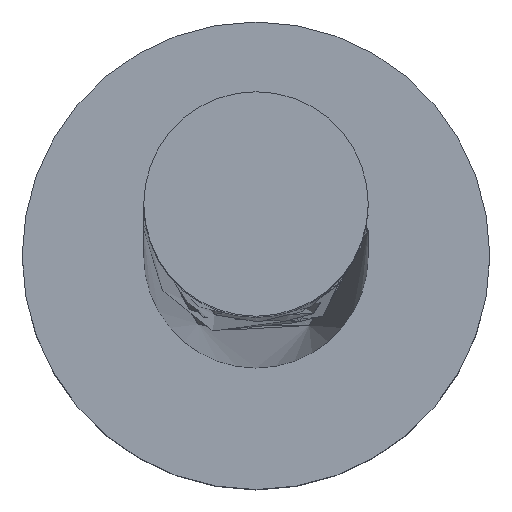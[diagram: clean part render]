
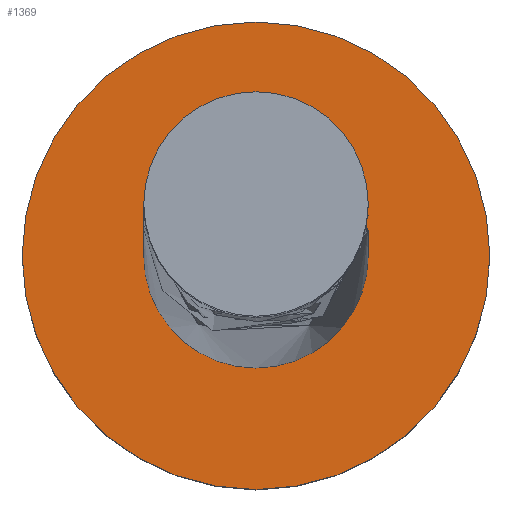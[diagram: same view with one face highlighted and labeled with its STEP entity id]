
A CAD part, top view. The second image highlights one B-rep face of the part: STEP entity #1369.
In plain terms, the highlighted planar face has unit normal (0, 0, 1).
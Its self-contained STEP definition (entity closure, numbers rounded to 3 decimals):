
#1 = CARTESIAN_POINT ( 'NONE',  ( 0., 0., 1.2 ) ) ;
#14 = FACE_BOUND ( 'NONE', #1259, .T. ) ;
#42 = ORIENTED_EDGE ( 'NONE', *, *, #1498, .T. ) ;
#81 = AXIS2_PLACEMENT_3D ( 'NONE', #1, #361, #89 ) ;
#86 = DIRECTION ( 'NONE',  ( 1., 0., 0. ) ) ;
#89 = DIRECTION ( 'NONE',  ( 1., 0., 0. ) ) ;
#94 = CARTESIAN_POINT ( 'NONE',  ( -0.6, 0., 1.2 ) ) ;
#118 = DIRECTION ( 'NONE',  ( 1., 0., 0. ) ) ;
#202 = DIRECTION ( 'NONE',  ( 0., 0., 1. ) ) ;
#271 = VERTEX_POINT ( 'NONE', #980 ) ;
#302 = DIRECTION ( 'NONE',  ( 0., 0., 1. ) ) ;
#336 = ORIENTED_EDGE ( 'NONE', *, *, #521, .F. ) ;
#361 = DIRECTION ( 'NONE',  ( 0., 0., 1. ) ) ;
#365 = PLANE ( 'NONE',  #870 ) ;
#383 = CIRCLE ( 'NONE', #974, 1.25 ) ;
#389 = CARTESIAN_POINT ( 'NONE',  ( -1.25, 0., 1.2 ) ) ;
#413 = DIRECTION ( 'NONE',  ( 1., 0., 0. ) ) ;
#448 = CIRCLE ( 'NONE', #81, 0.6 ) ;
#458 = CARTESIAN_POINT ( 'NONE',  ( 0., 0., 1.2 ) ) ;
#486 = CARTESIAN_POINT ( 'NONE',  ( 0., 0., 1.2 ) ) ;
#521 = EDGE_CURVE ( 'NONE', #801, #794, #674, .T. ) ;
#527 = AXIS2_PLACEMENT_3D ( 'NONE', #458, #202, #86 ) ;
#580 = AXIS2_PLACEMENT_3D ( 'NONE', #1365, #302, #413 ) ;
#614 = DIRECTION ( 'NONE',  ( 0., 0., 1. ) ) ;
#674 = CIRCLE ( 'NONE', #580, 0.6 ) ;
#772 = CIRCLE ( 'NONE', #527, 1.25 ) ;
#794 = VERTEX_POINT ( 'NONE', #94 ) ;
#801 = VERTEX_POINT ( 'NONE', #1387 ) ;
#828 = ORIENTED_EDGE ( 'NONE', *, *, #1329, .T. ) ;
#840 = FACE_OUTER_BOUND ( 'NONE', #1212, .T. ) ;
#870 = AXIS2_PLACEMENT_3D ( 'NONE', #1446, #614, #118 ) ;
#883 = VERTEX_POINT ( 'NONE', #389 ) ;
#974 = AXIS2_PLACEMENT_3D ( 'NONE', #486, #1230, #1017 ) ;
#980 = CARTESIAN_POINT ( 'NONE',  ( 1.25, 0., 1.2 ) ) ;
#990 = EDGE_CURVE ( 'NONE', #794, #801, #448, .T. ) ;
#1017 = DIRECTION ( 'NONE',  ( 1., 0., 0. ) ) ;
#1212 = EDGE_LOOP ( 'NONE', ( #828, #42 ) ) ;
#1230 = DIRECTION ( 'NONE',  ( 0., 0., 1. ) ) ;
#1259 = EDGE_LOOP ( 'NONE', ( #1461, #336 ) ) ;
#1329 = EDGE_CURVE ( 'NONE', #883, #271, #772, .T. ) ;
#1365 = CARTESIAN_POINT ( 'NONE',  ( 0., 0., 1.2 ) ) ;
#1369 = ADVANCED_FACE ( 'NONE', ( #14, #840 ), #365, .T. ) ;
#1387 = CARTESIAN_POINT ( 'NONE',  ( 0.6, 0., 1.2 ) ) ;
#1446 = CARTESIAN_POINT ( 'NONE',  ( 0., 0., 1.2 ) ) ;
#1461 = ORIENTED_EDGE ( 'NONE', *, *, #990, .F. ) ;
#1498 = EDGE_CURVE ( 'NONE', #271, #883, #383, .T. ) ;
